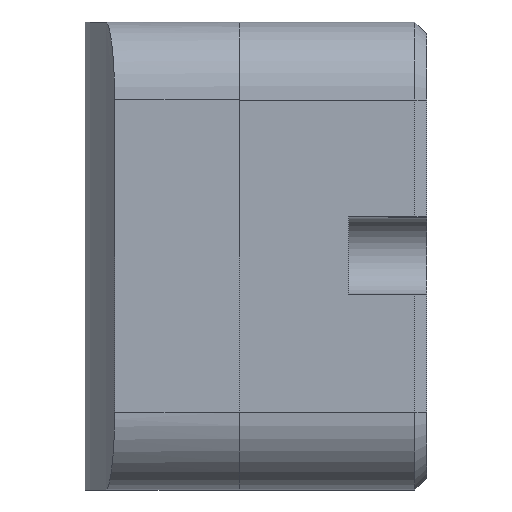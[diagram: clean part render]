
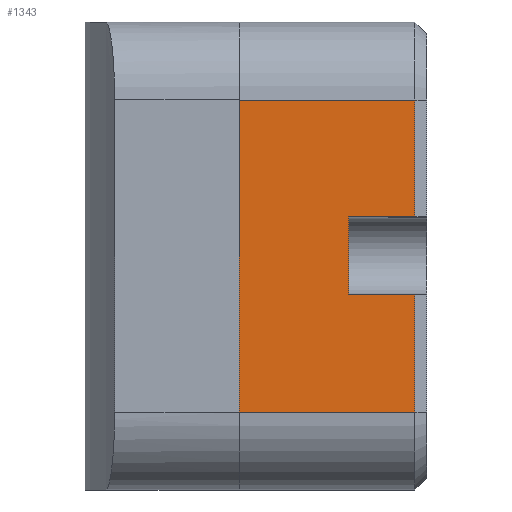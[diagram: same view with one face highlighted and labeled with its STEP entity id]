
A CAD part, left-side view. The second image highlights one B-rep face of the part: STEP entity #1343.
In plain terms, the highlighted planar face has unit normal (-1, 0, 0).
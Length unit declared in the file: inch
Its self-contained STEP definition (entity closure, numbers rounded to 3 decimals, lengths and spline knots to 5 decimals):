
#157 = VECTOR ( 'NONE', #1514, 39.37008 ) ;
#163 = VERTEX_POINT ( 'NONE', #2120 ) ;
#184 = LINE ( 'NONE', #613, #1289 ) ;
#185 = EDGE_LOOP ( 'NONE', ( #1522, #1848, #1676, #226, #2062, #855, #1645, #2361 ) ) ;
#217 = DIRECTION ( 'NONE',  ( 0., 0., -1. ) ) ;
#226 = ORIENTED_EDGE ( 'NONE', *, *, #2506, .F. ) ;
#245 = LINE ( 'NONE', #257, #693 ) ;
#257 = CARTESIAN_POINT ( 'NONE',  ( -0.59055, 0.23622, -0.19685 ) ) ;
#296 = EDGE_CURVE ( 'NONE', #163, #2285, #245, .T. ) ;
#336 = EDGE_CURVE ( 'NONE', #163, #2121, #184, .T. ) ;
#407 = LINE ( 'NONE', #1918, #1494 ) ;
#492 = CARTESIAN_POINT ( 'NONE',  ( -0.59055, 0.23622, 0.19685 ) ) ;
#497 = CARTESIAN_POINT ( 'NONE',  ( -0.59055, 0.01496, 0.19685 ) ) ;
#537 = EDGE_CURVE ( 'NONE', #2661, #1223, #2791, .T. ) ;
#575 = CARTESIAN_POINT ( 'NONE',  ( -0.59055, 0.01496, -0.19685 ) ) ;
#583 = VECTOR ( 'NONE', #1789, 39.37008 ) ;
#613 = CARTESIAN_POINT ( 'NONE',  ( -0.59055, 0.23622, 0.29528 ) ) ;
#616 = VERTEX_POINT ( 'NONE', #2596 ) ;
#647 = CARTESIAN_POINT ( 'NONE',  ( -0.59055, 0.23622, 0.29528 ) ) ;
#693 = VECTOR ( 'NONE', #1128, 39.37008 ) ;
#735 = CARTESIAN_POINT ( 'NONE',  ( -0.59055, 0.01496, -0.04921 ) ) ;
#795 = VECTOR ( 'NONE', #2771, 39.37008 ) ;
#844 = LINE ( 'NONE', #1903, #860 ) ;
#855 = ORIENTED_EDGE ( 'NONE', *, *, #1718, .T. ) ;
#860 = VECTOR ( 'NONE', #1678, 39.37008 ) ;
#1038 = VERTEX_POINT ( 'NONE', #735 ) ;
#1128 = DIRECTION ( 'NONE',  ( 0., -1., 0. ) ) ;
#1178 = VECTOR ( 'NONE', #1793, 39.37008 ) ;
#1188 = CARTESIAN_POINT ( 'NONE',  ( -0.59055, 0.01496, 0.19685 ) ) ;
#1223 = VERTEX_POINT ( 'NONE', #2689 ) ;
#1232 = VERTEX_POINT ( 'NONE', #1188 ) ;
#1289 = VECTOR ( 'NONE', #2500, 39.37008 ) ;
#1343 = ADVANCED_FACE ( 'NONE', ( #1945 ), #2105, .F. ) ;
#1494 = VECTOR ( 'NONE', #2593, 39.37008 ) ;
#1514 = DIRECTION ( 'NONE',  ( 0., -1., 0. ) ) ;
#1522 = ORIENTED_EDGE ( 'NONE', *, *, #296, .T. ) ;
#1541 = DIRECTION ( 'NONE',  ( 1., 0., 0. ) ) ;
#1558 = CARTESIAN_POINT ( 'NONE',  ( -0.59055, 0.23622, 0.19685 ) ) ;
#1645 = ORIENTED_EDGE ( 'NONE', *, *, #2145, .T. ) ;
#1676 = ORIENTED_EDGE ( 'NONE', *, *, #2369, .F. ) ;
#1678 = DIRECTION ( 'NONE',  ( 0., 0., 1. ) ) ;
#1718 = EDGE_CURVE ( 'NONE', #1223, #1232, #2389, .T. ) ;
#1789 = DIRECTION ( 'NONE',  ( 0., 1., 0. ) ) ;
#1793 = DIRECTION ( 'NONE',  ( 0., 0., -1. ) ) ;
#1848 = ORIENTED_EDGE ( 'NONE', *, *, #2330, .T. ) ;
#1903 = CARTESIAN_POINT ( 'NONE',  ( -0.59055, 0.01496, -0.04921 ) ) ;
#1918 = CARTESIAN_POINT ( 'NONE',  ( -0.59055, 0.09843, -0.04921 ) ) ;
#1945 = FACE_OUTER_BOUND ( 'NONE', #185, .T. ) ;
#2062 = ORIENTED_EDGE ( 'NONE', *, *, #537, .T. ) ;
#2105 = PLANE ( 'NONE',  #2175 ) ;
#2120 = CARTESIAN_POINT ( 'NONE',  ( -0.59055, 0.23622, -0.19685 ) ) ;
#2121 = VERTEX_POINT ( 'NONE', #492 ) ;
#2145 = EDGE_CURVE ( 'NONE', #1232, #2121, #2187, .T. ) ;
#2175 = AXIS2_PLACEMENT_3D ( 'NONE', #647, #1541, #217 ) ;
#2187 = LINE ( 'NONE', #1558, #583 ) ;
#2228 = LINE ( 'NONE', #2418, #1178 ) ;
#2285 = VERTEX_POINT ( 'NONE', #575 ) ;
#2330 = EDGE_CURVE ( 'NONE', #2285, #1038, #844, .T. ) ;
#2361 = ORIENTED_EDGE ( 'NONE', *, *, #336, .F. ) ;
#2369 = EDGE_CURVE ( 'NONE', #616, #1038, #407, .T. ) ;
#2377 = CARTESIAN_POINT ( 'NONE',  ( -0.59055, 0.09843, 0.04921 ) ) ;
#2389 = LINE ( 'NONE', #497, #795 ) ;
#2418 = CARTESIAN_POINT ( 'NONE',  ( -0.59055, 0.09843, 0.04921 ) ) ;
#2468 = CARTESIAN_POINT ( 'NONE',  ( -0.59055, 0.09843, 0.04921 ) ) ;
#2500 = DIRECTION ( 'NONE',  ( 0., 0., 1. ) ) ;
#2506 = EDGE_CURVE ( 'NONE', #2661, #616, #2228, .T. ) ;
#2593 = DIRECTION ( 'NONE',  ( 0., -1., 0. ) ) ;
#2596 = CARTESIAN_POINT ( 'NONE',  ( -0.59055, 0.09843, -0.04921 ) ) ;
#2661 = VERTEX_POINT ( 'NONE', #2468 ) ;
#2689 = CARTESIAN_POINT ( 'NONE',  ( -0.59055, 0.01496, 0.04921 ) ) ;
#2771 = DIRECTION ( 'NONE',  ( 0., 0., 1. ) ) ;
#2791 = LINE ( 'NONE', #2377, #157 ) ;
